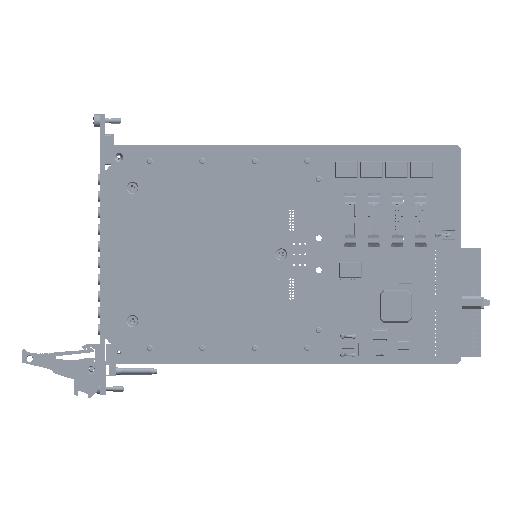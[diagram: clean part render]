
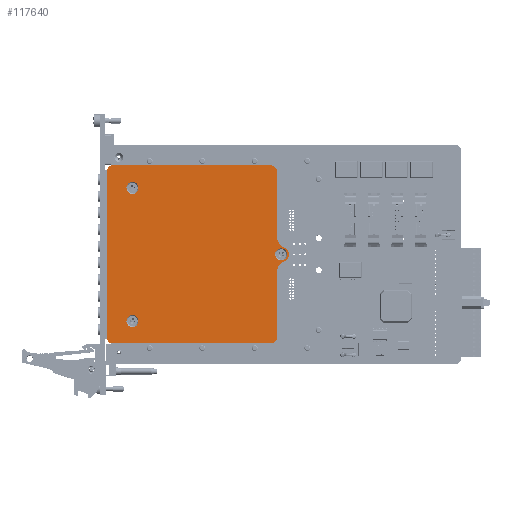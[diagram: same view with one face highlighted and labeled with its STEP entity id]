
A CAD part, top view. The second image highlights one B-rep face of the part: STEP entity #117640.
In plain terms, the highlighted planar face has unit normal (0, 0, 1).
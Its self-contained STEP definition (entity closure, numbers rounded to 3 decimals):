
#1305 = AXIS2_PLACEMENT_3D ( 'NONE', #115487, #115488, #115489 ) ;
#1393 = AXIS2_PLACEMENT_3D ( 'NONE', #115990, #115992, #115993 ) ;
#1543 = AXIS2_PLACEMENT_3D ( 'NONE', #34218, #34221, #34225 ) ;
#1590 = AXIS2_PLACEMENT_3D ( 'NONE', #34777, #34780, #34783 ) ;
#1602 = AXIS2_PLACEMENT_3D ( 'NONE', #34880, #34882, #34885 ) ;
#1638 = AXIS2_PLACEMENT_3D ( 'NONE', #37370, #37371, #37373 ) ;
#1664 = AXIS2_PLACEMENT_3D ( 'NONE', #37509, #37510, #37511 ) ;
#1673 = AXIS2_PLACEMENT_3D ( 'NONE', #37565, #37566, #37567 ) ;
#1719 = AXIS2_PLACEMENT_3D ( 'NONE', #37680, #37681, #37682 ) ;
#1736 = AXIS2_PLACEMENT_3D ( 'NONE', #37703, #37704, #37705 ) ;
#14421 = AXIS2_PLACEMENT_3D ( 'NONE', #113915, #113916, #113917 ) ;
#24191 = ORIENTED_EDGE ( 'NONE', *, *, #137757, .F. ) ;
#24194 = ORIENTED_EDGE ( 'NONE', *, *, #137509, .F. ) ;
#24198 = ORIENTED_EDGE ( 'NONE', *, *, #135497, .F. ) ;
#24201 = ORIENTED_EDGE ( 'NONE', *, *, #137626, .T. ) ;
#24204 = ORIENTED_EDGE ( 'NONE', *, *, #137604, .T. ) ;
#24207 = ORIENTED_EDGE ( 'NONE', *, *, #137629, .F. ) ;
#24209 = ORIENTED_EDGE ( 'NONE', *, *, #137168, .F. ) ;
#24212 = ORIENTED_EDGE ( 'NONE', *, *, #137738, .F. ) ;
#24216 = ORIENTED_EDGE ( 'NONE', *, *, #134895, .F. ) ;
#24219 = ORIENTED_EDGE ( 'NONE', *, *, #134423, .F. ) ;
#24222 = ORIENTED_EDGE ( 'NONE', *, *, #137208, .T. ) ;
#24224 = ORIENTED_EDGE ( 'NONE', *, *, #136949, .T. ) ;
#24227 = ORIENTED_EDGE ( 'NONE', *, *, #136850, .T. ) ;
#24230 = ORIENTED_EDGE ( 'NONE', *, *, #134058, .T. ) ;
#24232 = ORIENTED_EDGE ( 'NONE', *, *, #137649, .T. ) ;
#34218 = CARTESIAN_POINT ( 'NONE',  ( -75.603, 29.37, 11.976 ) ) ;
#34221 = DIRECTION ( 'NONE',  ( 0., 0., 1. ) ) ;
#34225 = DIRECTION ( 'NONE',  ( -1., 0., 0. ) ) ;
#34355 = DIRECTION ( 'NONE',  ( -1., 0., 0. ) ) ;
#34371 = CARTESIAN_POINT ( 'NONE',  ( 15.097, 31.37, 11.976 ) ) ;
#34777 = CARTESIAN_POINT ( 'NONE',  ( 5.048, -17.22, 11.976 ) ) ;
#34780 = DIRECTION ( 'NONE',  ( 0., 0., 1. ) ) ;
#34783 = DIRECTION ( 'NONE',  ( 1., 0., 0. ) ) ;
#34880 = CARTESIAN_POINT ( 'NONE',  ( -2.952, 28.37, 11.976 ) ) ;
#34882 = DIRECTION ( 'NONE',  ( 0., 0., 1. ) ) ;
#34885 = DIRECTION ( 'NONE',  ( -1., 0., 0. ) ) ;
#35425 = CIRCLE ( 'NONE', #1638, 2.75 ) ;
#35528 = CIRCLE ( 'NONE', #1664, 3. ) ;
#35560 = LINE ( 'NONE', #37532, #35567 ) ;
#35567 = VECTOR ( 'NONE', #37533, 1000. ) ;
#35569 = LINE ( 'NONE', #37521, #35573 ) ;
#35573 = VECTOR ( 'NONE', #37522, 1000. ) ;
#35599 = CIRCLE ( 'NONE', #1673, 2. ) ;
#35734 = CIRCLE ( 'NONE', #1719, 3.5 ) ;
#35764 = CIRCLE ( 'NONE', #1736, 2.75 ) ;
#37370 = CARTESIAN_POINT ( 'NONE',  ( -66.109, 21.108, 11.976 ) ) ;
#37371 = DIRECTION ( 'NONE',  ( 0., 0., 1. ) ) ;
#37373 = DIRECTION ( 'NONE',  ( 1., 0., 0. ) ) ;
#37509 = CARTESIAN_POINT ( 'NONE',  ( -2.952, -47.03, 11.976 ) ) ;
#37510 = DIRECTION ( 'NONE',  ( 0., 0., 1. ) ) ;
#37511 = DIRECTION ( 'NONE',  ( -1., 0., 0. ) ) ;
#37521 = CARTESIAN_POINT ( 'NONE',  ( 0.048, -17.22, 11.976 ) ) ;
#37522 = DIRECTION ( 'NONE',  ( 0., -1., 0. ) ) ;
#37532 = CARTESIAN_POINT ( 'NONE',  ( -75.603, -50.03, 11.976 ) ) ;
#37533 = DIRECTION ( 'NONE',  ( 1., 0., 0. ) ) ;
#37565 = CARTESIAN_POINT ( 'NONE',  ( -75.603, -48.03, 11.976 ) ) ;
#37566 = DIRECTION ( 'NONE',  ( 0., 0., 1. ) ) ;
#37567 = DIRECTION ( 'NONE',  ( 1., 0., 0. ) ) ;
#37680 = CARTESIAN_POINT ( 'NONE',  ( 1.887, -9.33, 11.976 ) ) ;
#37681 = DIRECTION ( 'NONE',  ( 0., 0., -1. ) ) ;
#37682 = DIRECTION ( 'NONE',  ( 1., 0., 0. ) ) ;
#37703 = CARTESIAN_POINT ( 'NONE',  ( -66.109, -39.812, 11.976 ) ) ;
#37704 = DIRECTION ( 'NONE',  ( 0., 0., 1. ) ) ;
#37705 = DIRECTION ( 'NONE',  ( 1., 0., 0. ) ) ;
#50951 = VERTEX_POINT ( 'NONE', #198771 ) ;
#50969 = VERTEX_POINT ( 'NONE', #198790 ) ;
#50995 = VERTEX_POINT ( 'NONE', #198808 ) ;
#51003 = VERTEX_POINT ( 'NONE', #198807 ) ;
#51018 = VERTEX_POINT ( 'NONE', #198833 ) ;
#51045 = VERTEX_POINT ( 'NONE', #198857 ) ;
#51052 = VERTEX_POINT ( 'NONE', #198855 ) ;
#51060 = VERTEX_POINT ( 'NONE', #198863 ) ;
#51119 = VERTEX_POINT ( 'NONE', #198912 ) ;
#51127 = VERTEX_POINT ( 'NONE', #198931 ) ;
#51135 = VERTEX_POINT ( 'NONE', #198935 ) ;
#51160 = VERTEX_POINT ( 'NONE', #198954 ) ;
#102047 = VERTEX_POINT ( 'NONE', #103854 ) ;
#102065 = VERTEX_POINT ( 'NONE', #103872 ) ;
#102070 = VERTEX_POINT ( 'NONE', #103877 ) ;
#103854 = CARTESIAN_POINT ( 'NONE',  ( 4.637, -9.33, 11.976 ) ) ;
#103872 = CARTESIAN_POINT ( 'NONE',  ( -63.359, 21.108, 11.976 ) ) ;
#103877 = CARTESIAN_POINT ( 'NONE',  ( -63.359, -39.812, 11.976 ) ) ;
#104523 = EDGE_LOOP ( 'NONE', ( #24191 ) ) ;
#104992 = EDGE_LOOP ( 'NONE', ( #24198 ) ) ;
#106028 = EDGE_LOOP ( 'NONE', ( #24201, #24204, #24207, #24209, #24212, #24216, #24219, #24222, #24224, #24227, #24230, #24232 ) ) ;
#106243 = EDGE_LOOP ( 'NONE', ( #24194 ) ) ;
#113906 = PLANE ( 'NONE',  #14421 ) ;
#113915 = CARTESIAN_POINT ( 'NONE',  ( -75.603, 29.37, 11.976 ) ) ;
#113916 = DIRECTION ( 'NONE',  ( 0., 0., -1. ) ) ;
#113917 = DIRECTION ( 'NONE',  ( -1., 0., 0. ) ) ;
#115487 = CARTESIAN_POINT ( 'NONE',  ( 5.048, -1.439, 11.976 ) ) ;
#115488 = DIRECTION ( 'NONE',  ( 0., 0., 1. ) ) ;
#115489 = DIRECTION ( 'NONE',  ( -1., 0., 0. ) ) ;
#115990 = CARTESIAN_POINT ( 'NONE',  ( 1.887, -9.33, 11.976 ) ) ;
#115992 = DIRECTION ( 'NONE',  ( 0., 0., 1. ) ) ;
#115993 = DIRECTION ( 'NONE',  ( 1., 0., 0. ) ) ;
#117640 = ADVANCED_FACE ( 'NONE', ( #244743, #244750, #244745, #244741 ), #113906, .F. ) ;
#134058 = EDGE_CURVE ( 'NONE', #50969, #51127, #185688, .T. ) ;
#134423 = EDGE_CURVE ( 'NONE', #51052, #51060, #185864, .T. ) ;
#134895 = EDGE_CURVE ( 'NONE', #51060, #51003, #142656, .T. ) ;
#135497 = EDGE_CURVE ( 'NONE', #102047, #102047, #143449, .T. ) ;
#136850 = EDGE_CURVE ( 'NONE', #50995, #50969, #144506, .T. ) ;
#136949 = EDGE_CURVE ( 'NONE', #50951, #50995, #144624, .T. ) ;
#137168 = EDGE_CURVE ( 'NONE', #51045, #51018, #144786, .T. ) ;
#137208 = EDGE_CURVE ( 'NONE', #51052, #50951, #144810, .T. ) ;
#137509 = EDGE_CURVE ( 'NONE', #102065, #102065, #35425, .T. ) ;
#137604 = EDGE_CURVE ( 'NONE', #51160, #51135, #35528, .T. ) ;
#137626 = EDGE_CURVE ( 'NONE', #51119, #51160, #35560, .T. ) ;
#137629 = EDGE_CURVE ( 'NONE', #51018, #51135, #35569, .T. ) ;
#137649 = EDGE_CURVE ( 'NONE', #51127, #51119, #35599, .T. ) ;
#137738 = EDGE_CURVE ( 'NONE', #51003, #51045, #35734, .T. ) ;
#137757 = EDGE_CURVE ( 'NONE', #102070, #102070, #35764, .T. ) ;
#138523 = CARTESIAN_POINT ( 'NONE',  ( -77.603, 29.37, 11.976 ) ) ;
#138528 = DIRECTION ( 'NONE',  ( 0., -1., 0. ) ) ;
#139479 = CARTESIAN_POINT ( 'NONE',  ( 0.048, 31.37, 11.976 ) ) ;
#139484 = DIRECTION ( 'NONE',  ( 0., -1., 0. ) ) ;
#142656 = CIRCLE ( 'NONE', #1305, 5. ) ;
#143449 = CIRCLE ( 'NONE', #1393, 2.75 ) ;
#144506 = CIRCLE ( 'NONE', #1543, 2. ) ;
#144624 = LINE ( 'NONE', #34371, #144628 ) ;
#144628 = VECTOR ( 'NONE', #34355, 1000. ) ;
#144786 = CIRCLE ( 'NONE', #1590, 5. ) ;
#144810 = CIRCLE ( 'NONE', #1602, 3. ) ;
#185688 = LINE ( 'NONE', #138523, #185691 ) ;
#185691 = VECTOR ( 'NONE', #138528, 1000. ) ;
#185864 = LINE ( 'NONE', #139479, #185867 ) ;
#185867 = VECTOR ( 'NONE', #139484, 1000. ) ;
#198771 = CARTESIAN_POINT ( 'NONE',  ( -2.952, 31.37, 11.976 ) ) ;
#198790 = CARTESIAN_POINT ( 'NONE',  ( -77.603, 29.37, 11.976 ) ) ;
#198807 = CARTESIAN_POINT ( 'NONE',  ( 3.189, -6.081, 11.976 ) ) ;
#198808 = CARTESIAN_POINT ( 'NONE',  ( -75.603, 31.37, 11.976 ) ) ;
#198833 = CARTESIAN_POINT ( 'NONE',  ( 0.048, -17.22, 11.976 ) ) ;
#198855 = CARTESIAN_POINT ( 'NONE',  ( 0.048, 28.37, 11.976 ) ) ;
#198857 = CARTESIAN_POINT ( 'NONE',  ( 3.189, -12.579, 11.976 ) ) ;
#198863 = CARTESIAN_POINT ( 'NONE',  ( 0.048, -1.439, 11.976 ) ) ;
#198912 = CARTESIAN_POINT ( 'NONE',  ( -75.603, -50.03, 11.976 ) ) ;
#198931 = CARTESIAN_POINT ( 'NONE',  ( -77.603, -48.03, 11.976 ) ) ;
#198935 = CARTESIAN_POINT ( 'NONE',  ( 0.048, -47.03, 11.976 ) ) ;
#198954 = CARTESIAN_POINT ( 'NONE',  ( -2.952, -50.03, 11.976 ) ) ;
#244741 = FACE_OUTER_BOUND ( 'NONE', #106028, .T. ) ;
#244743 = FACE_BOUND ( 'NONE', #104523, .T. ) ;
#244745 = FACE_BOUND ( 'NONE', #104992, .T. ) ;
#244750 = FACE_BOUND ( 'NONE', #106243, .T. ) ;
